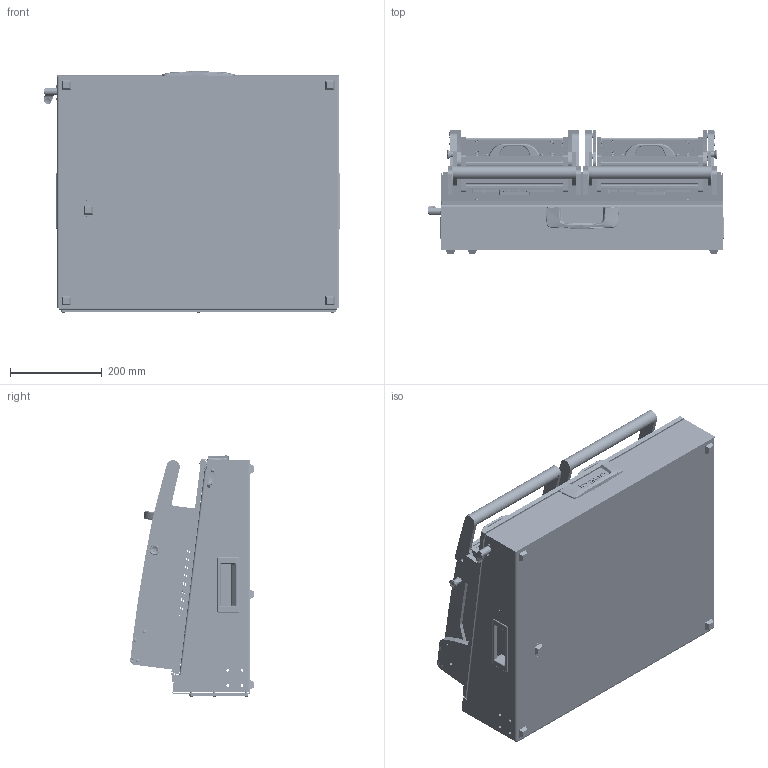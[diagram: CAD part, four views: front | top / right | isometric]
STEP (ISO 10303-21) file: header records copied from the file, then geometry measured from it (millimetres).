
FILE_DESCRIPTION (( 'STEP AP214' ), '1' );
FILE_NAME ('INGUN_100985.STEP', '2023-01-10T14:40:03', ( '' ), ( '' ), 'SwSTEP 2.0', 'SolidWorks 2021', '' );
FILE_SCHEMA (( 'AUTOMOTIVE_DESIGN' ));
Length unit declared in the file: millimetre
Products named in the file (121): 32341~6_S; DIN125~n_03,2 M03,0; DIN7979~n_04,0m6x020M3; 39894~2_KUNDE<S>; 57809~0_mit Lehre gebohrt<S>; ISO7380~n_M05,0x030; 57801~2_S; 3699~0; 39893~3_KUNDE<S>; DIN6325~n_04,0m6x016; ISO7380~n_M05,0x016; 47523~0_S; 48509~2_S; 110443~0_S; 11536~1; ISO7380~n_M04,0x012; 45888~2_S; 110322~4_S; 39892~7_KUNDE<S>; 112086~2_S; 110231~1_S; 2229~6; 3381~0; 32462~0_S; 55712~0_KUNDE<S>; INGUN_100985; 38786~1; 49317~0; 109948~0_KUNDE<S>; SKB-II~skii_M4,0x65 St; K_02037~0; 109128~0_S; 2281~0_180ø<Standard>; DIN6325~n_06,0m6x012; 30758_01~0_S; 31194~0; ISO7380~n_M04,0x020; 112087~1_S; 21332_02~0; 45885~2 ...
Assembly tree (316 placements, depth 7):
  INGUN_100985
    100980~1_KUNDE<S>
      32504~6_S
        32333~12
        31555~4_S
        21332~0_MA 2112<Standard>
          21332_02~0
          21332_01~0
        20902~0
        30758~0_S  x2
          30758_01~0_S
          30758_02~0_S
          38564~0
        2720~0  x5
        53032~0_S
        32171~0_S
        32462~0_S
        29805~4_geschlossen<S>
          110322~4_S
          110705~2_S
          30984~0_S
          110231~1_S
          110443~0_S
          30112~0
          ISO7380~n_M05,0x030
          ISO7380~n_M04,0x008  x2
          DIN914~n_M04,0x05
        35334~0_S
        ISO7380~n_M04,0x012  x4
        DIN7991~n_M05,0x012  x2
        DIN7991~n_M05,0x016
        DIN985-A2~n_M05,0  x3
        8804~0
        DIN125~n_05,3 M05,0 Fase  x2
      100965~1_KUNDE<S>
        100975~2_S
          39945~11_S
          48381~0_S  x2
          35662~11_S  x2
          35663~9_S  x2
          48509~2_S  x2
          2281~0_180ø<Standard>  x3
            2281~0
          32341~6_S
          53031~0_S
          114566~0_S  x4
            112087~1_S
              111995~1_S
              112086~2_S
              DIN125~n_05,3 M05,0 Fase
            49317~0
            DIN912~n_M04,0x016
            DIN125~n_04,3 M04,0
            DIN125~n_06,4 M06,0 Fase
          DIN7991~n_M05,0x016  x16
          DIN7991~n_M05,0x020  x12
          DIN125~n_05,3 M05,0 Fase  x8
          DIN934~n_M05,0  x8
          DIN6325~n_04,0m6x016  x4
          DIN6325~n_06,0m6x012  x4
Bounding box: 647.5 x 269.75 x 528.02 mm (x, y, z)
Volume: 11288902.6 mm3; surface area: 4704295.1 mm2
Topology: 401 solids, 401 shells, 12089 faces, 29941 edges, 19188 vertices
Faces by surface type: plane 5016, cylinder 4725, cone 1464, bspline 432, torus 268, sphere 184
Entity records: 149106 total; most frequent: CARTESIAN_POINT 40707, DIRECTION 21855, ORIENTED_EDGE 20318, EDGE_CURVE 10159, AXIS2_PLACEMENT_3D 8242, VERTEX_POINT 6571, VECTOR 5371, LINE 5371
